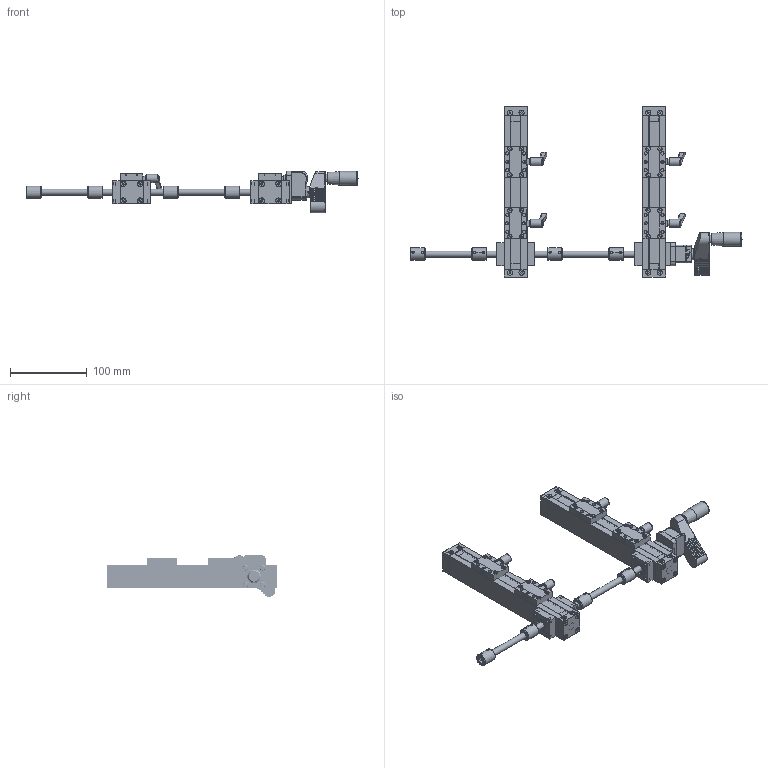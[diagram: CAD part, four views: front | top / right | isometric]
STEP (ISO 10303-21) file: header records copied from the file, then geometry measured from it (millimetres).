
FILE_DESCRIPTION(/* description */ ('Unknown'),/* implementation_level */ '2;1');
FILE_NAME(/* name */ 'Spindelantrieb30-Kegelrad-vorne',/* time_stamp */ '2020-04-03T07:54:30+02:00',/* author */ ('Unknown'),/* organization */ ('Unknown'),/* preprocessor_version */ 'ST-DEVELOPER v16.7',/* originating_system */ 'Solid Edge',/* authorisation */ 'Unknown');
FILE_SCHEMA (('AUTOMOTIVE_DESIGN {1 0 10303 214 3 1 1}'));
Length unit declared in the file: millimetre
Products named in the file (9): 3.1-Portal30-Kegelrad-vorne-dy; Profil-30-Kegelradantrieb-vorne-Fl-beid-dy; A-0000172-Schlitten30-40lg-Klem-dy; Spindel-M10-Portal-Kegelrad-vorne-dy; A-0000168-Deckel30-Abdeckb-Klem-dy; A-0000166-Flanschlager30-Abdeckb-Klem-dy; Antriebswelle-Kupplung-D8-dy; A-0000183-Kegelradantrieb30-2Flanschl-dy; A-0000179-Digianzeige30-OP2-Kurbel-dy
Assembly tree (17 placements, depth 2):
  3.1-Portal30-Kegelrad-vorne-dy
    Profil-30-Kegelradantrieb-vorne-Fl-beid-dy  x2
    A-0000172-Schlitten30-40lg-Klem-dy  x4
    Spindel-M10-Portal-Kegelrad-vorne-dy  x2
    A-0000168-Deckel30-Abdeckb-Klem-dy  x2
    A-0000166-Flanschlager30-Abdeckb-Klem-dy  x2
    Antriebswelle-Kupplung-D8-dy  x2
    A-0000183-Kegelradantrieb30-2Flanschl-dy  x2
    A-0000179-Digianzeige30-OP2-Kurbel-dy
Bounding box: 432.18 x 222.3 x 54.22 mm (x, y, z)
Volume: 438264.5 mm3; surface area: 229624.1 mm2
Topology: 20 solids, 38 shells, 3019 faces, 7936 edges, 5182 vertices
Faces by surface type: plane 1770, cylinder 838, cone 318, torus 84, bspline 8, sphere 1
Full cylindrical faces by diameter (mm): 2 x10, 3 x8, 3.1 x38, 3.2 x2, 3.242 x74, 3.3 x4, 4 x60, 4.1 x4, 4.134 x24, 4.3 x28, 4.5 x4, 6 x1, 6.1 x1, 6.3 x4, 6.5 x4, 6.72 x8, 7 x32, 7.3 x32, 7.6 x8, 8 x43, 8.376 x4, 10 x7, 10.325 x1, 10.5 x4, 11 x8, 11.8 x12, 12 x5, 13.68 x1, 14 x8, 14.1 x2
Entity records: 47084 total; most frequent: CARTESIAN_POINT 10020, DIRECTION 5961, ORIENTED_EDGE 5818, EDGE_CURVE 2909, AXIS2_PLACEMENT_3D 2215, VERTEX_POINT 2055, FACE_BOUND 1904, EDGE_LOOP 1884
